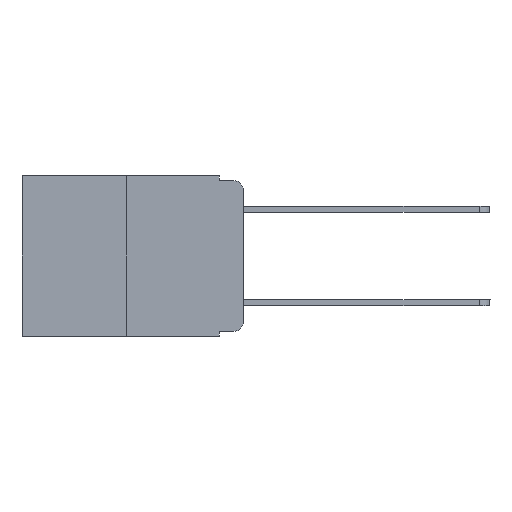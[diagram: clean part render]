
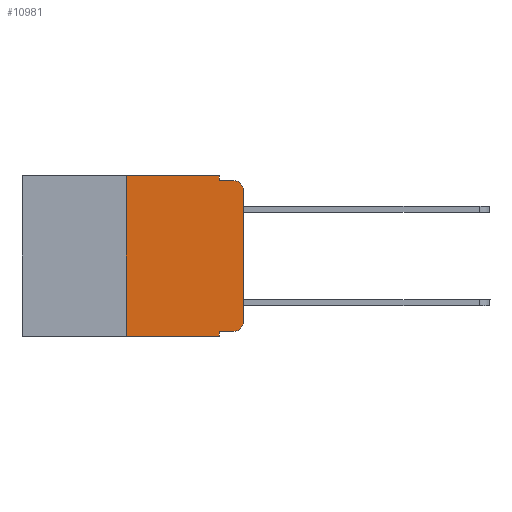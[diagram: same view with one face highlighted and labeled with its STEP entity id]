
A CAD part, left-side view. The second image highlights one B-rep face of the part: STEP entity #10981.
In plain terms, the highlighted planar face has unit normal (-1, 0, 0).
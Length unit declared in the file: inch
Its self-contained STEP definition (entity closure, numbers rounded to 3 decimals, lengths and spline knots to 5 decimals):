
#187 = EDGE_CURVE ( 'NONE', #5784, #751, #5236, .T. ) ;
#285 = VECTOR ( 'NONE', #4378, 39.37008 ) ;
#456 = LINE ( 'NONE', #9143, #15747 ) ;
#488 = DIRECTION ( 'NONE',  ( 0., 0., -1. ) ) ;
#601 = CARTESIAN_POINT ( 'NONE',  ( 0., 0.02, -0.03 ) ) ;
#645 = DIRECTION ( 'NONE',  ( -1., 0., 0. ) ) ;
#656 = EDGE_CURVE ( 'NONE', #11999, #5243, #11468, .T. ) ;
#751 = VERTEX_POINT ( 'NONE', #4738 ) ;
#756 = DIRECTION ( 'NONE',  ( 0., -1., 0. ) ) ;
#813 = ORIENTED_EDGE ( 'NONE', *, *, #187, .F. ) ;
#1059 = DIRECTION ( 'NONE',  ( 0., 0., 1. ) ) ;
#1249 = CARTESIAN_POINT ( 'NONE',  ( 0., 0., -0.03 ) ) ;
#2069 = DIRECTION ( 'NONE',  ( 0., 0., -1. ) ) ;
#2319 = VERTEX_POINT ( 'NONE', #15211 ) ;
#2500 = LINE ( 'NONE', #16086, #285 ) ;
#2681 = CARTESIAN_POINT ( 'NONE',  ( 0., 0.051, 0. ) ) ;
#2830 = EDGE_CURVE ( 'NONE', #3577, #5784, #7306, .T. ) ;
#2908 = ORIENTED_EDGE ( 'NONE', *, *, #13477, .T. ) ;
#2929 = DIRECTION ( 'NONE',  ( 0., 0., -1. ) ) ;
#3168 = CIRCLE ( 'NONE', #13657, 0.02 ) ;
#3271 = PLANE ( 'NONE',  #11960 ) ;
#3577 = VERTEX_POINT ( 'NONE', #6602 ) ;
#4275 = VERTEX_POINT ( 'NONE', #5995 ) ;
#4330 = LINE ( 'NONE', #6525, #9379 ) ;
#4344 = ORIENTED_EDGE ( 'NONE', *, *, #10161, .T. ) ;
#4378 = DIRECTION ( 'NONE',  ( 0., 0., 1. ) ) ;
#4388 = EDGE_CURVE ( 'NONE', #5569, #3577, #12333, .T. ) ;
#4738 = CARTESIAN_POINT ( 'NONE',  ( 0., 0.051, -0.01 ) ) ;
#4749 = CARTESIAN_POINT ( 'NONE',  ( 0., 0.473, 0. ) ) ;
#5236 = LINE ( 'NONE', #13483, #5838 ) ;
#5243 = VERTEX_POINT ( 'NONE', #11928 ) ;
#5499 = VECTOR ( 'NONE', #6048, 39.37008 ) ;
#5569 = VERTEX_POINT ( 'NONE', #12488 ) ;
#5784 = VERTEX_POINT ( 'NONE', #2681 ) ;
#5838 = VECTOR ( 'NONE', #12010, 39.37008 ) ;
#5995 = CARTESIAN_POINT ( 'NONE',  ( 0., 0.051, -0.343 ) ) ;
#6048 = DIRECTION ( 'NONE',  ( 0., -1., 0. ) ) ;
#6476 = AXIS2_PLACEMENT_3D ( 'NONE', #601, #9595, #488 ) ;
#6525 = CARTESIAN_POINT ( 'NONE',  ( 0., 0.051, -0.01 ) ) ;
#6602 = CARTESIAN_POINT ( 'NONE',  ( 0., 0.25, 0. ) ) ;
#6822 = EDGE_CURVE ( 'NONE', #11531, #12001, #3168, .T. ) ;
#6853 = CARTESIAN_POINT ( 'NONE',  ( 0., 0.02, -0.333 ) ) ;
#7177 = ORIENTED_EDGE ( 'NONE', *, *, #9194, .T. ) ;
#7306 = LINE ( 'NONE', #4749, #5499 ) ;
#8441 = CARTESIAN_POINT ( 'NONE',  ( 0., 0.473, -0.343 ) ) ;
#8903 = VECTOR ( 'NONE', #1059, 39.37008 ) ;
#9143 = CARTESIAN_POINT ( 'NONE',  ( 0., 0.051, -0.333 ) ) ;
#9187 = VECTOR ( 'NONE', #756, 39.37008 ) ;
#9194 = EDGE_CURVE ( 'NONE', #12001, #11999, #2500, .T. ) ;
#9379 = VECTOR ( 'NONE', #11519, 39.37008 ) ;
#9595 = DIRECTION ( 'NONE',  ( -1., 0., 0. ) ) ;
#9770 = LINE ( 'NONE', #10916, #11575 ) ;
#9931 = CARTESIAN_POINT ( 'NONE',  ( 0., 0.25, 0. ) ) ;
#10161 = EDGE_CURVE ( 'NONE', #2319, #11531, #456, .T. ) ;
#10553 = DIRECTION ( 'NONE',  ( 0., -1., 0. ) ) ;
#10916 = CARTESIAN_POINT ( 'NONE',  ( 0., 0.051, 0. ) ) ;
#10981 = ADVANCED_FACE ( 'NONE', ( #15321 ), #3271, .F. ) ;
#11048 = DIRECTION ( 'NONE',  ( 0., 0., -1. ) ) ;
#11468 = CIRCLE ( 'NONE', #6476, 0.02 ) ;
#11519 = DIRECTION ( 'NONE',  ( 0., -1., 0. ) ) ;
#11531 = VERTEX_POINT ( 'NONE', #6853 ) ;
#11575 = VECTOR ( 'NONE', #2069, 39.37008 ) ;
#11928 = CARTESIAN_POINT ( 'NONE',  ( 0., 0.02, -0.01 ) ) ;
#11960 = AXIS2_PLACEMENT_3D ( 'NONE', #16106, #13651, #11048 ) ;
#11999 = VERTEX_POINT ( 'NONE', #1249 ) ;
#12001 = VERTEX_POINT ( 'NONE', #12843 ) ;
#12010 = DIRECTION ( 'NONE',  ( 0., 0., -1. ) ) ;
#12055 = CARTESIAN_POINT ( 'NONE',  ( 0., 0.02, -0.313 ) ) ;
#12250 = ORIENTED_EDGE ( 'NONE', *, *, #2830, .F. ) ;
#12260 = ORIENTED_EDGE ( 'NONE', *, *, #656, .T. ) ;
#12328 = EDGE_LOOP ( 'NONE', ( #7177, #12260, #15171, #813, #12250, #14785, #2908, #15768, #4344, #15591 ) ) ;
#12333 = LINE ( 'NONE', #9931, #8903 ) ;
#12488 = CARTESIAN_POINT ( 'NONE',  ( 0., 0.25, -0.343 ) ) ;
#12843 = CARTESIAN_POINT ( 'NONE',  ( 0., 0., -0.313 ) ) ;
#13477 = EDGE_CURVE ( 'NONE', #5569, #4275, #16028, .T. ) ;
#13483 = CARTESIAN_POINT ( 'NONE',  ( 0., 0.051, 0. ) ) ;
#13651 = DIRECTION ( 'NONE',  ( 1., 0., 0. ) ) ;
#13657 = AXIS2_PLACEMENT_3D ( 'NONE', #12055, #645, #2929 ) ;
#13851 = EDGE_CURVE ( 'NONE', #751, #5243, #4330, .T. ) ;
#14785 = ORIENTED_EDGE ( 'NONE', *, *, #4388, .F. ) ;
#15171 = ORIENTED_EDGE ( 'NONE', *, *, #13851, .F. ) ;
#15211 = CARTESIAN_POINT ( 'NONE',  ( 0., 0.051, -0.333 ) ) ;
#15321 = FACE_OUTER_BOUND ( 'NONE', #12328, .T. ) ;
#15512 = EDGE_CURVE ( 'NONE', #2319, #4275, #9770, .T. ) ;
#15591 = ORIENTED_EDGE ( 'NONE', *, *, #6822, .T. ) ;
#15747 = VECTOR ( 'NONE', #10553, 39.37008 ) ;
#15768 = ORIENTED_EDGE ( 'NONE', *, *, #15512, .F. ) ;
#16028 = LINE ( 'NONE', #8441, #9187 ) ;
#16086 = CARTESIAN_POINT ( 'NONE',  ( 0., 0., 0. ) ) ;
#16106 = CARTESIAN_POINT ( 'NONE',  ( 0., 0.473, 0. ) ) ;
